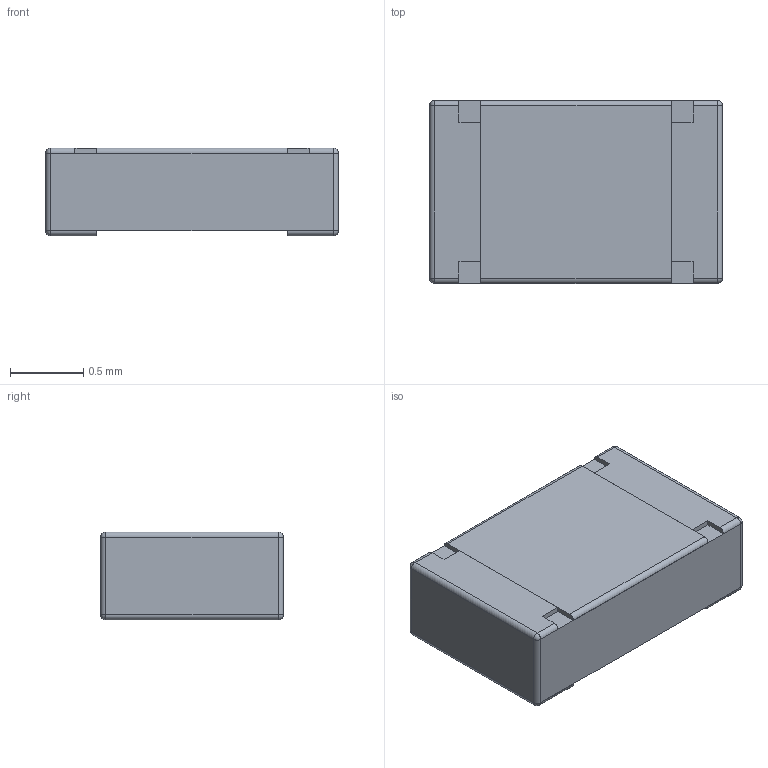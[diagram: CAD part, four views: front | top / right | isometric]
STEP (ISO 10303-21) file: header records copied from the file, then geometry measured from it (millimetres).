
FILE_DESCRIPTION (( 'STEP AP214' ), '1' );
FILE_NAME ('RC0805FR-0727R4L.STEP', '2022-11-23T16:09:52', ( '' ), ( '' ), 'SwSTEP 2.0', 'SolidWorks 2022', '' );
FILE_SCHEMA (( 'AUTOMOTIVE_DESIGN' ));
Length unit declared in the file: millimetre
Products named in the file (1): RC0805FR-0727R4L
Bounding box: 2 x 1.25 x 0.6 mm (x, y, z)
Volume: 1.4 mm3; surface area: 17.8 mm2
Topology: 4 solids, 4 shells, 60 faces, 132 edges, 72 vertices
Faces by surface type: plane 34, cylinder 18, sphere 8
Entity records: 1609 total; most frequent: DIRECTION 282, CARTESIAN_POINT 257, ORIENTED_EDGE 248, EDGE_CURVE 124, AXIS2_PLACEMENT_3D 97, VECTOR 88, LINE 88, VERTEX_POINT 72
